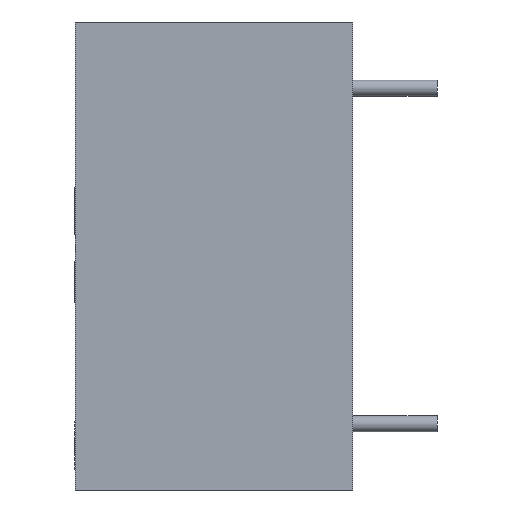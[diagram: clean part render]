
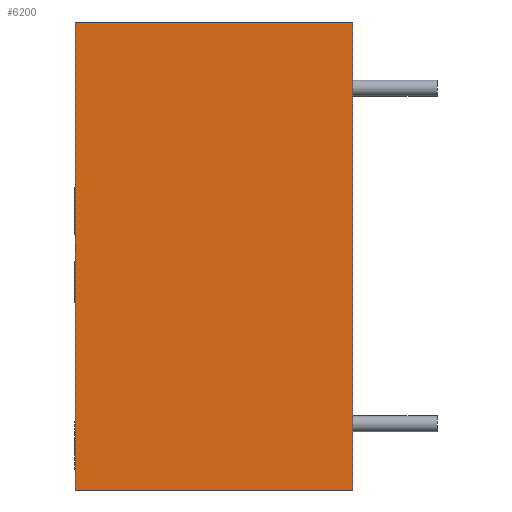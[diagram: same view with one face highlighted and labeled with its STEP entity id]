
A CAD part, left-side view. The second image highlights one B-rep face of the part: STEP entity #6200.
In plain terms, the highlighted planar face has unit normal (-1, 0, 0).
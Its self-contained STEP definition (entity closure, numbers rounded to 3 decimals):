
#93 = CARTESIAN_POINT ( 'NONE',  ( -8.85, 10.5, 8.85 ) ) ;
#456 = VECTOR ( 'NONE', #8660, 1000. ) ;
#781 = PLANE ( 'NONE',  #12663 ) ;
#930 = EDGE_CURVE ( 'NONE', #12391, #10454, #12280, .T. ) ;
#1128 = DIRECTION ( 'NONE',  ( 1., 0., 0. ) ) ;
#1248 = VECTOR ( 'NONE', #11884, 1000. ) ;
#1433 = CARTESIAN_POINT ( 'NONE',  ( -8.85, 10.5, -8.85 ) ) ;
#1643 = CARTESIAN_POINT ( 'NONE',  ( -8.85, 0., -8.85 ) ) ;
#1823 = LINE ( 'NONE', #10823, #12521 ) ;
#2063 = FACE_OUTER_BOUND ( 'NONE', #9804, .T. ) ;
#3107 = ORIENTED_EDGE ( 'NONE', *, *, #5901, .F. ) ;
#3269 = CARTESIAN_POINT ( 'NONE',  ( -8.85, 10.5, 8.85 ) ) ;
#3688 = CARTESIAN_POINT ( 'NONE',  ( -8.85, 10.5, 8.85 ) ) ;
#3873 = ORIENTED_EDGE ( 'NONE', *, *, #9791, .F. ) ;
#4530 = EDGE_CURVE ( 'NONE', #10454, #9780, #1823, .T. ) ;
#4666 = LINE ( 'NONE', #3688, #7576 ) ;
#5734 = CARTESIAN_POINT ( 'NONE',  ( -8.85, 10.5, -8.85 ) ) ;
#5901 = EDGE_CURVE ( 'NONE', #12391, #11020, #8714, .T. ) ;
#6200 = ADVANCED_FACE ( 'NONE', ( #2063 ), #781, .F. ) ;
#6590 = DIRECTION ( 'NONE',  ( 0., 0., 1. ) ) ;
#6708 = CARTESIAN_POINT ( 'NONE',  ( -8.85, 10.5, 8.85 ) ) ;
#6986 = CARTESIAN_POINT ( 'NONE',  ( -8.85, 0., 8.85 ) ) ;
#7576 = VECTOR ( 'NONE', #10970, 1000. ) ;
#7688 = ORIENTED_EDGE ( 'NONE', *, *, #4530, .T. ) ;
#8660 = DIRECTION ( 'NONE',  ( 0., 0., 1. ) ) ;
#8714 = LINE ( 'NONE', #6708, #456 ) ;
#9780 = VERTEX_POINT ( 'NONE', #6986 ) ;
#9791 = EDGE_CURVE ( 'NONE', #11020, #9780, #4666, .T. ) ;
#9804 = EDGE_LOOP ( 'NONE', ( #7688, #3873, #3107, #12999 ) ) ;
#10289 = DIRECTION ( 'NONE',  ( 0., 0., -1. ) ) ;
#10454 = VERTEX_POINT ( 'NONE', #1643 ) ;
#10823 = CARTESIAN_POINT ( 'NONE',  ( -8.85, 0., 8.85 ) ) ;
#10970 = DIRECTION ( 'NONE',  ( 0., -1., 0. ) ) ;
#11020 = VERTEX_POINT ( 'NONE', #3269 ) ;
#11884 = DIRECTION ( 'NONE',  ( 0., -1., 0. ) ) ;
#12280 = LINE ( 'NONE', #1433, #1248 ) ;
#12391 = VERTEX_POINT ( 'NONE', #5734 ) ;
#12521 = VECTOR ( 'NONE', #6590, 1000. ) ;
#12663 = AXIS2_PLACEMENT_3D ( 'NONE', #93, #1128, #10289 ) ;
#12999 = ORIENTED_EDGE ( 'NONE', *, *, #930, .T. ) ;
